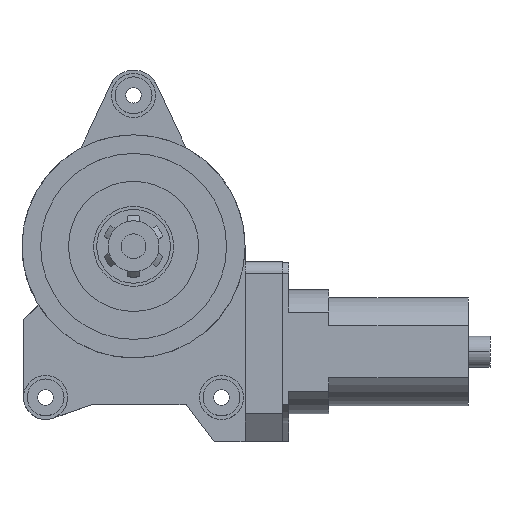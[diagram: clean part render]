
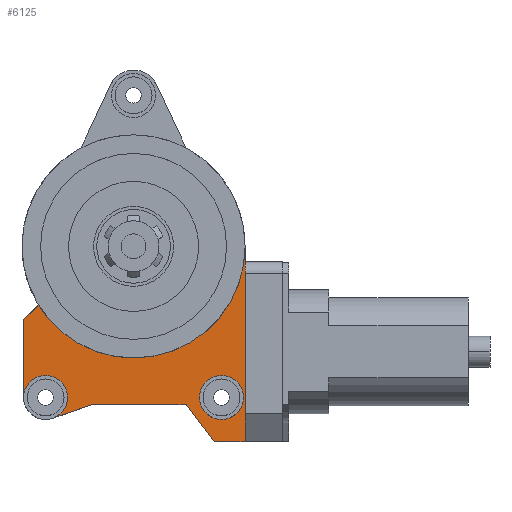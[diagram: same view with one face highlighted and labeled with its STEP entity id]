
A CAD part, top view. The second image highlights one B-rep face of the part: STEP entity #6125.
In plain terms, the highlighted planar face has unit normal (0, 0, 1).
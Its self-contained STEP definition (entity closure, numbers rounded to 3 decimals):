
#100 = VECTOR ( 'NONE', #2684, 1000. ) ;
#156 = VERTEX_POINT ( 'NONE', #7266 ) ;
#185 = VECTOR ( 'NONE', #1206, 1000. ) ;
#197 = VERTEX_POINT ( 'NONE', #10823 ) ;
#227 = AXIS2_PLACEMENT_3D ( 'NONE', #6150, #921, #7004 ) ;
#348 = VECTOR ( 'NONE', #6513, 1000. ) ;
#400 = EDGE_LOOP ( 'NONE', ( #4667, #1757 ) ) ;
#880 = VERTEX_POINT ( 'NONE', #1653 ) ;
#921 = DIRECTION ( 'NONE',  ( 0., 0., -1. ) ) ;
#960 = EDGE_CURVE ( 'NONE', #9983, #5838, #3547, .T. ) ;
#966 = LINE ( 'NONE', #8855, #9661 ) ;
#1029 = CARTESIAN_POINT ( 'NONE',  ( 16.926, -51.056, -4.8 ) ) ;
#1182 = AXIS2_PLACEMENT_3D ( 'NONE', #3787, #9855, #4655 ) ;
#1206 = DIRECTION ( 'NONE',  ( 0., 1., 0. ) ) ;
#1267 = CARTESIAN_POINT ( 'NONE',  ( 28.38, -48.726, -4.8 ) ) ;
#1356 = VERTEX_POINT ( 'NONE', #3620 ) ;
#1536 = AXIS2_PLACEMENT_3D ( 'NONE', #2788, #8845, #3657 ) ;
#1653 = CARTESIAN_POINT ( 'NONE',  ( -35.48, -48.726, -4.8 ) ) ;
#1757 = ORIENTED_EDGE ( 'NONE', *, *, #4700, .T. ) ;
#1768 = EDGE_CURVE ( 'NONE', #4923, #1356, #10114, .T. ) ;
#1777 = DIRECTION ( 'NONE',  ( 0.707, 0.707, 0. ) ) ;
#1795 = CARTESIAN_POINT ( 'NONE',  ( 0., 0., -4.8 ) ) ;
#1798 = DIRECTION ( 'NONE',  ( -0.944, -0.331, 0. ) ) ;
#1878 = FACE_BOUND ( 'NONE', #400, .T. ) ;
#1929 = ORIENTED_EDGE ( 'NONE', *, *, #2851, .F. ) ;
#2152 = DIRECTION ( 'NONE',  ( 1., 0., 0. ) ) ;
#2155 = FACE_OUTER_BOUND ( 'NONE', #6116, .T. ) ;
#2411 = CARTESIAN_POINT ( 'NONE',  ( -35.48, -23.726, -4.8 ) ) ;
#2524 = EDGE_CURVE ( 'NONE', #5838, #10881, #6290, .T. ) ;
#2675 = DIRECTION ( 'NONE',  ( -1., 0., 0. ) ) ;
#2684 = DIRECTION ( 'NONE',  ( -1., 0., 0. ) ) ;
#2722 = ORIENTED_EDGE ( 'NONE', *, *, #11240, .F. ) ;
#2757 = CARTESIAN_POINT ( 'NONE',  ( 36., 0., -4.8 ) ) ;
#2788 = CARTESIAN_POINT ( 'NONE',  ( -28.38, -48.726, -4.8 ) ) ;
#2805 = CARTESIAN_POINT ( 'NONE',  ( -21.28, -48.726, -4.8 ) ) ;
#2851 = EDGE_CURVE ( 'NONE', #197, #11244, #5548, .T. ) ;
#2956 = VERTEX_POINT ( 'NONE', #8986 ) ;
#2997 = DIRECTION ( 'NONE',  ( 0., -1., 0. ) ) ;
#3001 = ORIENTED_EDGE ( 'NONE', *, *, #7347, .F. ) ;
#3035 = EDGE_CURVE ( 'NONE', #9594, #10058, #7285, .T. ) ;
#3239 = VECTOR ( 'NONE', #1798, 1000. ) ;
#3391 = CARTESIAN_POINT ( 'NONE',  ( -35.48, -23.726, -4.8 ) ) ;
#3547 = LINE ( 'NONE', #9504, #5604 ) ;
#3583 = CARTESIAN_POINT ( 'NONE',  ( -26.03, -55.426, -4.8 ) ) ;
#3620 = CARTESIAN_POINT ( 'NONE',  ( 21.28, -48.726, -4.8 ) ) ;
#3657 = DIRECTION ( 'NONE',  ( -1., 0., 0. ) ) ;
#3672 = DIRECTION ( 'NONE',  ( -1., 0., 0. ) ) ;
#3787 = CARTESIAN_POINT ( 'NONE',  ( -28.38, -48.726, -4.8 ) ) ;
#3913 = EDGE_CURVE ( 'NONE', #156, #2956, #6049, .T. ) ;
#4137 = DIRECTION ( 'NONE',  ( 0., 0., 1. ) ) ;
#4328 = PLANE ( 'NONE',  #5568 ) ;
#4422 = ORIENTED_EDGE ( 'NONE', *, *, #3913, .T. ) ;
#4655 = DIRECTION ( 'NONE',  ( -1., 0., 0. ) ) ;
#4667 = ORIENTED_EDGE ( 'NONE', *, *, #1768, .T. ) ;
#4700 = EDGE_CURVE ( 'NONE', #1356, #4923, #5512, .T. ) ;
#4708 = ORIENTED_EDGE ( 'NONE', *, *, #9600, .F. ) ;
#4726 = CARTESIAN_POINT ( 'NONE',  ( 36., -63., -4.8 ) ) ;
#4846 = VERTEX_POINT ( 'NONE', #2805 ) ;
#4915 = EDGE_CURVE ( 'NONE', #4846, #880, #8867, .T. ) ;
#4923 = VERTEX_POINT ( 'NONE', #8998 ) ;
#5024 = CARTESIAN_POINT ( 'NONE',  ( -26.03, -55.426, -4.8 ) ) ;
#5512 = CIRCLE ( 'NONE', #227, 7.1 ) ;
#5548 = LINE ( 'NONE', #3583, #3239 ) ;
#5568 = AXIS2_PLACEMENT_3D ( 'NONE', #9289, #4137, #10177 ) ;
#5604 = VECTOR ( 'NONE', #1777, 1000. ) ;
#5838 = VERTEX_POINT ( 'NONE', #7469 ) ;
#5856 = DIRECTION ( 'NONE',  ( 0., 1., 0. ) ) ;
#6039 = ORIENTED_EDGE ( 'NONE', *, *, #2524, .F. ) ;
#6049 = LINE ( 'NONE', #6434, #185 ) ;
#6116 = EDGE_LOOP ( 'NONE', ( #7923, #2722, #10115, #3001, #1929, #4708, #8834, #8934, #4422, #7599, #6039 ) ) ;
#6125 = ADVANCED_FACE ( 'NONE', ( #1878, #2155 ), #4328, .T. ) ;
#6144 = CARTESIAN_POINT ( 'NONE',  ( -13.574, -51.056, -4.8 ) ) ;
#6150 = CARTESIAN_POINT ( 'NONE',  ( 28.38, -48.726, -4.8 ) ) ;
#6180 = CIRCLE ( 'NONE', #1536, 7.1 ) ;
#6290 = CIRCLE ( 'NONE', #7012, 36. ) ;
#6434 = CARTESIAN_POINT ( 'NONE',  ( 36., -49.048, -4.8 ) ) ;
#6513 = DIRECTION ( 'NONE',  ( -0.605, 0.796, 0. ) ) ;
#7000 = CARTESIAN_POINT ( 'NONE',  ( 26., -63., -4.8 ) ) ;
#7004 = DIRECTION ( 'NONE',  ( 1., 0., 0. ) ) ;
#7012 = AXIS2_PLACEMENT_3D ( 'NONE', #1795, #7841, #2675 ) ;
#7019 = EDGE_CURVE ( 'NONE', #10881, #2956, #10382, .T. ) ;
#7266 = CARTESIAN_POINT ( 'NONE',  ( 36., -63., -4.8 ) ) ;
#7285 = LINE ( 'NONE', #7369, #348 ) ;
#7341 = DIRECTION ( 'NONE',  ( 0., 0., -1. ) ) ;
#7347 = EDGE_CURVE ( 'NONE', #11244, #4846, #6180, .T. ) ;
#7369 = CARTESIAN_POINT ( 'NONE',  ( 16.926, -51.056, -4.8 ) ) ;
#7383 = VECTOR ( 'NONE', #5856, 1000. ) ;
#7469 = CARTESIAN_POINT ( 'NONE',  ( -30.645, -18.891, -4.8 ) ) ;
#7599 = ORIENTED_EDGE ( 'NONE', *, *, #7019, .F. ) ;
#7657 = LINE ( 'NONE', #2411, #7383 ) ;
#7841 = DIRECTION ( 'NONE',  ( 0., 0., 1. ) ) ;
#7923 = ORIENTED_EDGE ( 'NONE', *, *, #960, .F. ) ;
#8289 = AXIS2_PLACEMENT_3D ( 'NONE', #1267, #7341, #2152 ) ;
#8834 = ORIENTED_EDGE ( 'NONE', *, *, #3035, .F. ) ;
#8845 = DIRECTION ( 'NONE',  ( 0., 0., 1. ) ) ;
#8855 = CARTESIAN_POINT ( 'NONE',  ( 26., -63., -4.8 ) ) ;
#8867 = CIRCLE ( 'NONE', #1182, 7.1 ) ;
#8934 = ORIENTED_EDGE ( 'NONE', *, *, #10931, .F. ) ;
#8986 = CARTESIAN_POINT ( 'NONE',  ( 36., -5., -4.8 ) ) ;
#8998 = CARTESIAN_POINT ( 'NONE',  ( 35.48, -48.726, -4.8 ) ) ;
#9289 = CARTESIAN_POINT ( 'NONE',  ( -28.608, -49.048, -4.8 ) ) ;
#9340 = LINE ( 'NONE', #6144, #100 ) ;
#9504 = CARTESIAN_POINT ( 'NONE',  ( -29.189, -17.435, -4.8 ) ) ;
#9594 = VERTEX_POINT ( 'NONE', #7000 ) ;
#9600 = EDGE_CURVE ( 'NONE', #10058, #197, #9340, .T. ) ;
#9661 = VECTOR ( 'NONE', #3672, 1000. ) ;
#9855 = DIRECTION ( 'NONE',  ( 0., 0., 1. ) ) ;
#9983 = VERTEX_POINT ( 'NONE', #3391 ) ;
#10058 = VERTEX_POINT ( 'NONE', #1029 ) ;
#10114 = CIRCLE ( 'NONE', #8289, 7.1 ) ;
#10115 = ORIENTED_EDGE ( 'NONE', *, *, #4915, .F. ) ;
#10132 = VECTOR ( 'NONE', #2997, 1000. ) ;
#10177 = DIRECTION ( 'NONE',  ( 1., 0., 0. ) ) ;
#10382 = LINE ( 'NONE', #4726, #10132 ) ;
#10823 = CARTESIAN_POINT ( 'NONE',  ( -13.574, -51.056, -4.8 ) ) ;
#10881 = VERTEX_POINT ( 'NONE', #2757 ) ;
#10931 = EDGE_CURVE ( 'NONE', #156, #9594, #966, .T. ) ;
#11240 = EDGE_CURVE ( 'NONE', #880, #9983, #7657, .T. ) ;
#11244 = VERTEX_POINT ( 'NONE', #5024 ) ;
